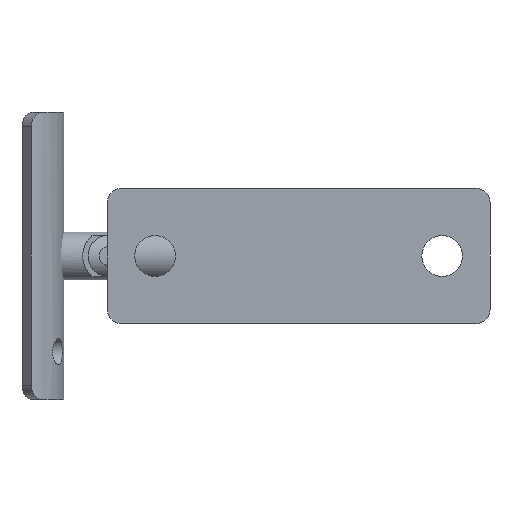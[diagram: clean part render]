
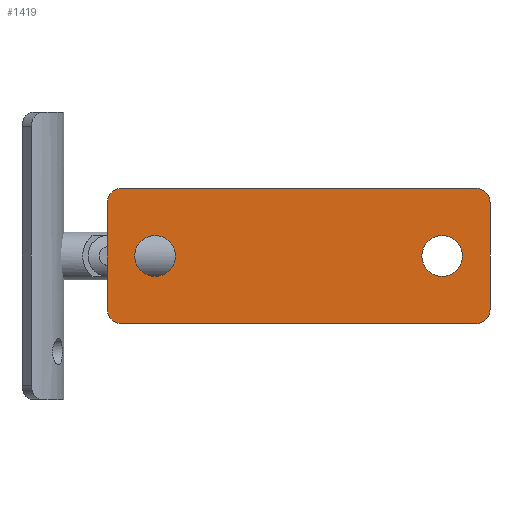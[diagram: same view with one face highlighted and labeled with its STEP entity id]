
A CAD part, left-side view. The second image highlights one B-rep face of the part: STEP entity #1419.
In plain terms, the highlighted planar face has unit normal (-1, 0, 0).
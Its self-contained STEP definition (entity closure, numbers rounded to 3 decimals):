
#3 = ORIENTED_EDGE ( 'NONE', *, *, #2418, .F. ) ;
#92 = ORIENTED_EDGE ( 'NONE', *, *, #554, .F. ) ;
#103 = DIRECTION ( 'NONE',  ( 1., 0., 0. ) ) ;
#108 = ORIENTED_EDGE ( 'NONE', *, *, #1324, .F. ) ;
#114 = DIRECTION ( 'NONE',  ( 0., 1., 0. ) ) ;
#133 = VERTEX_POINT ( 'NONE', #2293 ) ;
#190 = CARTESIAN_POINT ( 'NONE',  ( 0., -30., 0. ) ) ;
#209 = AXIS2_PLACEMENT_3D ( 'NONE', #1199, #103, #1958 ) ;
#277 = EDGE_CURVE ( 'NONE', #2399, #1770, #1584, .T. ) ;
#298 = CIRCLE ( 'NONE', #388, 3. ) ;
#333 = VERTEX_POINT ( 'NONE', #1237 ) ;
#388 = AXIS2_PLACEMENT_3D ( 'NONE', #541, #721, #1620 ) ;
#390 = VERTEX_POINT ( 'NONE', #2160 ) ;
#392 = DIRECTION ( 'NONE',  ( 1., 0., 0. ) ) ;
#409 = EDGE_CURVE ( 'NONE', #333, #1796, #1509, .T. ) ;
#415 = CIRCLE ( 'NONE', #1287, 4.25 ) ;
#456 = EDGE_CURVE ( 'NONE', #1770, #1320, #298, .T. ) ;
#467 = LINE ( 'NONE', #1822, #2015 ) ;
#478 = FACE_OUTER_BOUND ( 'NONE', #482, .T. ) ;
#482 = EDGE_LOOP ( 'NONE', ( #92, #1289, #1596, #108, #3, #1966, #1616, #852 ) ) ;
#497 = VECTOR ( 'NONE', #1530, 1000. ) ;
#507 = AXIS2_PLACEMENT_3D ( 'NONE', #2321, #1309, #1491 ) ;
#519 = CARTESIAN_POINT ( 'NONE',  ( 0., 37., 14.144 ) ) ;
#530 = EDGE_LOOP ( 'NONE', ( #1449, #1110 ) ) ;
#541 = CARTESIAN_POINT ( 'NONE',  ( 0., 37., -11.144 ) ) ;
#545 = EDGE_CURVE ( 'NONE', #1520, #1243, #900, .T. ) ;
#554 = EDGE_CURVE ( 'NONE', #1776, #2399, #776, .T. ) ;
#578 = CARTESIAN_POINT ( 'NONE',  ( 0., -40., 11.144 ) ) ;
#609 = DIRECTION ( 'NONE',  ( 1., 0., 0. ) ) ;
#623 = CARTESIAN_POINT ( 'NONE',  ( 0., -37., -11.144 ) ) ;
#657 = AXIS2_PLACEMENT_3D ( 'NONE', #1481, #2067, #811 ) ;
#671 = FACE_BOUND ( 'NONE', #530, .T. ) ;
#721 = DIRECTION ( 'NONE',  ( 1., 0., 0. ) ) ;
#745 = DIRECTION ( 'NONE',  ( 0., 0., -1. ) ) ;
#754 = CIRCLE ( 'NONE', #209, 3. ) ;
#776 = CIRCLE ( 'NONE', #507, 3. ) ;
#794 = DIRECTION ( 'NONE',  ( 0., 0., -1. ) ) ;
#806 = FACE_BOUND ( 'NONE', #1201, .T. ) ;
#811 = DIRECTION ( 'NONE',  ( 0., 0., -1. ) ) ;
#835 = EDGE_CURVE ( 'NONE', #1243, #1776, #467, .T. ) ;
#852 = ORIENTED_EDGE ( 'NONE', *, *, #277, .F. ) ;
#855 = CARTESIAN_POINT ( 'NONE',  ( 0., 30., 0. ) ) ;
#900 = CIRCLE ( 'NONE', #657, 3. ) ;
#971 = LINE ( 'NONE', #2292, #497 ) ;
#995 = PLANE ( 'NONE',  #1790 ) ;
#1034 = CIRCLE ( 'NONE', #1593, 4.25 ) ;
#1047 = CARTESIAN_POINT ( 'NONE',  ( 0., 40., 11.144 ) ) ;
#1110 = ORIENTED_EDGE ( 'NONE', *, *, #409, .T. ) ;
#1142 = CARTESIAN_POINT ( 'NONE',  ( 0., 30., 0. ) ) ;
#1199 = CARTESIAN_POINT ( 'NONE',  ( 0., 37., 11.144 ) ) ;
#1201 = EDGE_LOOP ( 'NONE', ( #1766, #2161 ) ) ;
#1215 = EDGE_CURVE ( 'NONE', #1796, #333, #1905, .T. ) ;
#1237 = CARTESIAN_POINT ( 'NONE',  ( 0., 30., -4.25 ) ) ;
#1240 = DIRECTION ( 'NONE',  ( 0., 0., -1. ) ) ;
#1243 = VERTEX_POINT ( 'NONE', #578 ) ;
#1263 = EDGE_CURVE ( 'NONE', #133, #390, #415, .T. ) ;
#1287 = AXIS2_PLACEMENT_3D ( 'NONE', #190, #2073, #2108 ) ;
#1289 = ORIENTED_EDGE ( 'NONE', *, *, #835, .F. ) ;
#1305 = CARTESIAN_POINT ( 'NONE',  ( 0., -40., -11.144 ) ) ;
#1309 = DIRECTION ( 'NONE',  ( 1., 0., 0. ) ) ;
#1320 = VERTEX_POINT ( 'NONE', #2272 ) ;
#1324 = EDGE_CURVE ( 'NONE', #1473, #1520, #971, .T. ) ;
#1342 = CARTESIAN_POINT ( 'NONE',  ( 0., -30., 0. ) ) ;
#1353 = DIRECTION ( 'NONE',  ( 0., 0., -1. ) ) ;
#1354 = DIRECTION ( 'NONE',  ( 1., 0., 0. ) ) ;
#1366 = DIRECTION ( 'NONE',  ( 0., 0., -1. ) ) ;
#1419 = ADVANCED_FACE ( 'NONE', ( #478, #671, #806 ), #995, .F. ) ;
#1449 = ORIENTED_EDGE ( 'NONE', *, *, #1215, .T. ) ;
#1473 = VERTEX_POINT ( 'NONE', #519 ) ;
#1481 = CARTESIAN_POINT ( 'NONE',  ( 0., -37., 11.144 ) ) ;
#1491 = DIRECTION ( 'NONE',  ( 0., 0., -1. ) ) ;
#1509 = CIRCLE ( 'NONE', #1941, 4.25 ) ;
#1520 = VERTEX_POINT ( 'NONE', #1901 ) ;
#1529 = EDGE_CURVE ( 'NONE', #390, #133, #1034, .T. ) ;
#1530 = DIRECTION ( 'NONE',  ( 0., -1., 0. ) ) ;
#1573 = CARTESIAN_POINT ( 'NONE',  ( 0., -37., -14.144 ) ) ;
#1584 = LINE ( 'NONE', #2175, #1746 ) ;
#1593 = AXIS2_PLACEMENT_3D ( 'NONE', #1342, #392, #745 ) ;
#1596 = ORIENTED_EDGE ( 'NONE', *, *, #545, .F. ) ;
#1616 = ORIENTED_EDGE ( 'NONE', *, *, #456, .F. ) ;
#1620 = DIRECTION ( 'NONE',  ( 0., 0., 1. ) ) ;
#1661 = VERTEX_POINT ( 'NONE', #2351 ) ;
#1746 = VECTOR ( 'NONE', #114, 1000. ) ;
#1766 = ORIENTED_EDGE ( 'NONE', *, *, #1263, .T. ) ;
#1770 = VERTEX_POINT ( 'NONE', #2222 ) ;
#1776 = VERTEX_POINT ( 'NONE', #1305 ) ;
#1790 = AXIS2_PLACEMENT_3D ( 'NONE', #623, #2185, #1366 ) ;
#1796 = VERTEX_POINT ( 'NONE', #2076 ) ;
#1822 = CARTESIAN_POINT ( 'NONE',  ( 0., -40., 11.144 ) ) ;
#1901 = CARTESIAN_POINT ( 'NONE',  ( 0., -37., 14.144 ) ) ;
#1905 = CIRCLE ( 'NONE', #2237, 4.25 ) ;
#1941 = AXIS2_PLACEMENT_3D ( 'NONE', #855, #609, #1353 ) ;
#1958 = DIRECTION ( 'NONE',  ( 0., 0., -1. ) ) ;
#1966 = ORIENTED_EDGE ( 'NONE', *, *, #2367, .F. ) ;
#1985 = LINE ( 'NONE', #1047, #2181 ) ;
#2015 = VECTOR ( 'NONE', #1240, 1000. ) ;
#2067 = DIRECTION ( 'NONE',  ( 1., 0., 0. ) ) ;
#2073 = DIRECTION ( 'NONE',  ( 1., 0., 0. ) ) ;
#2076 = CARTESIAN_POINT ( 'NONE',  ( 0., 30., 4.25 ) ) ;
#2108 = DIRECTION ( 'NONE',  ( 0., 0., -1. ) ) ;
#2160 = CARTESIAN_POINT ( 'NONE',  ( 0., -30., -4.25 ) ) ;
#2161 = ORIENTED_EDGE ( 'NONE', *, *, #1529, .T. ) ;
#2175 = CARTESIAN_POINT ( 'NONE',  ( 0., 37., -14.144 ) ) ;
#2178 = DIRECTION ( 'NONE',  ( 0., 0., 1. ) ) ;
#2181 = VECTOR ( 'NONE', #2178, 1000. ) ;
#2185 = DIRECTION ( 'NONE',  ( 1., 0., 0. ) ) ;
#2222 = CARTESIAN_POINT ( 'NONE',  ( 0., 37., -14.144 ) ) ;
#2237 = AXIS2_PLACEMENT_3D ( 'NONE', #1142, #1354, #794 ) ;
#2272 = CARTESIAN_POINT ( 'NONE',  ( 0., 40., -11.144 ) ) ;
#2292 = CARTESIAN_POINT ( 'NONE',  ( 0., 37., 14.144 ) ) ;
#2293 = CARTESIAN_POINT ( 'NONE',  ( 0., -30., 4.25 ) ) ;
#2321 = CARTESIAN_POINT ( 'NONE',  ( 0., -37., -11.144 ) ) ;
#2351 = CARTESIAN_POINT ( 'NONE',  ( 0., 40., 11.144 ) ) ;
#2367 = EDGE_CURVE ( 'NONE', #1320, #1661, #1985, .T. ) ;
#2399 = VERTEX_POINT ( 'NONE', #1573 ) ;
#2418 = EDGE_CURVE ( 'NONE', #1661, #1473, #754, .T. ) ;
